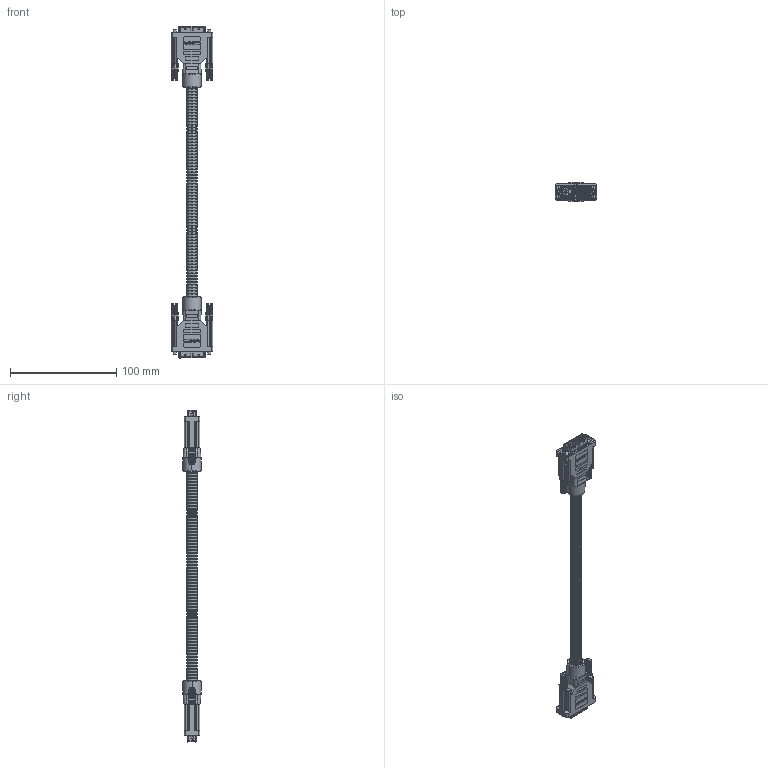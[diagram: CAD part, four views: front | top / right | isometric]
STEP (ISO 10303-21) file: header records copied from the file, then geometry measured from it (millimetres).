
FILE_DESCRIPTION (( 'STEP AP214' ), '1' );
FILE_NAME ('CTLDVIPL.STEP', '2013-04-22T18:33:15', ( 'x' ), ( '' ), 'SwSTEP 2.0', 'SolidWorks 2012', '' );
FILE_SCHEMA (( 'AUTOMOTIVE_DESIGN' ));
Length unit declared in the file: millimetre
Products named in the file (6): MTN-772_NEW LOGO; dvi-DL(24+1)MM+inner molding_默认1; 1AJ02-035___; 3AC13-002; CTLDVIPL
Assembly tree (8 placements, depth 3):
  CTLDVIPL
    3AC13-002  x2
    MTN-772_NEW LOGO  x2
      MTN-772_NEW LOGO
      1AJ02-035___
      dvi-DL(24+1)MM+inner molding_默认1
Bounding box: 39.09 x 17.04 x 312.38 mm (x, y, z)
Volume: 30439.7 mm3; surface area: 53095.6 mm2
Topology: 22 solids, 22 shells, 3746 faces, 8824 edges, 5300 vertices
Faces by surface type: plane 1668, cylinder 1052, cone 684, bspline 322, torus 20
Entity records: 51418 total; most frequent: CARTESIAN_POINT 10926, DIRECTION 8378, ORIENTED_EDGE 8256, EDGE_CURVE 4128, VECTOR 2938, LINE 2938, AXIS2_PLACEMENT_3D 2720, VERTEX_POINT 2480
